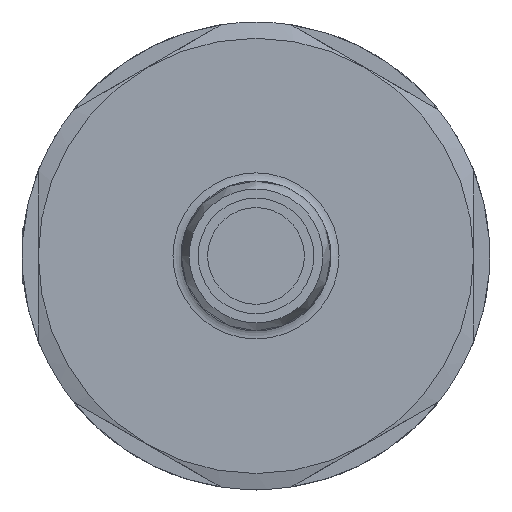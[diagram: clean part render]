
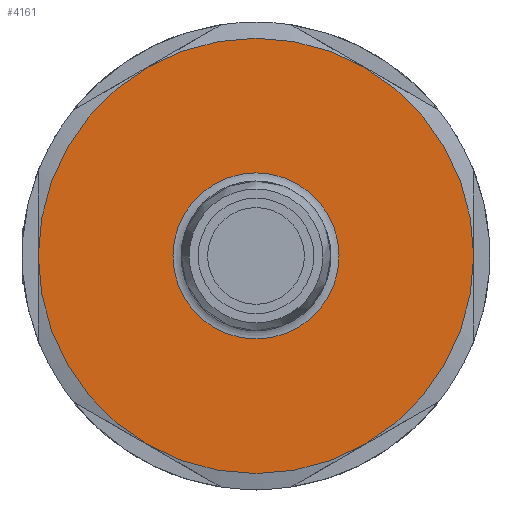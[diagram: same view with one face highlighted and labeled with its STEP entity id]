
A CAD part, left-side view. The second image highlights one B-rep face of the part: STEP entity #4161.
In plain terms, the highlighted planar face has unit normal (-1, 0, 0).
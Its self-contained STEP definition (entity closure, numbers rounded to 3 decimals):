
#171=PLANE('',#4736);
#223=FACE_BOUND('',#1343,.T.);
#1074=FACE_OUTER_BOUND('',#1342,.T.);
#1342=EDGE_LOOP('',(#3865,#3866,#3867,#3868,#3869,#3870));
#1343=EDGE_LOOP('',(#3871,#3872));
#1617=CIRCLE('',#4704,5.15);
#1618=CIRCLE('',#4705,5.15);
#1619=CIRCLE('',#4707,13.5);
#1633=CIRCLE('',#4723,13.5);
#1634=CIRCLE('',#4725,13.5);
#1635=CIRCLE('',#4727,13.5);
#1636=CIRCLE('',#4729,13.5);
#1637=CIRCLE('',#4731,13.5);
#2061=VERTEX_POINT('',#15664);
#2062=VERTEX_POINT('',#15666);
#2063=VERTEX_POINT('',#15670);
#2064=VERTEX_POINT('',#15671);
#2090=VERTEX_POINT('',#15732);
#2091=VERTEX_POINT('',#15736);
#2092=VERTEX_POINT('',#15742);
#2093=VERTEX_POINT('',#15762);
#2649=EDGE_CURVE('',#2061,#2062,#1617,.T.);
#2650=EDGE_CURVE('',#2062,#2061,#1618,.T.);
#2651=EDGE_CURVE('',#2063,#2064,#1619,.T.);
#2681=EDGE_CURVE('',#2091,#2090,#1633,.T.);
#2683=EDGE_CURVE('',#2090,#2092,#1634,.T.);
#2687=EDGE_CURVE('',#2064,#2091,#1635,.T.);
#2690=EDGE_CURVE('',#2093,#2063,#1636,.T.);
#2693=EDGE_CURVE('',#2092,#2093,#1637,.T.);
#3865=ORIENTED_EDGE('',*,*,#2693,.T.);
#3866=ORIENTED_EDGE('',*,*,#2690,.T.);
#3867=ORIENTED_EDGE('',*,*,#2651,.T.);
#3868=ORIENTED_EDGE('',*,*,#2687,.T.);
#3869=ORIENTED_EDGE('',*,*,#2681,.T.);
#3870=ORIENTED_EDGE('',*,*,#2683,.T.);
#3871=ORIENTED_EDGE('',*,*,#2650,.F.);
#3872=ORIENTED_EDGE('',*,*,#2649,.F.);
#4161=ADVANCED_FACE('',(#1074,#223),#171,.F.);
#4704=AXIS2_PLACEMENT_3D('',#15667,#5839,#5840);
#4705=AXIS2_PLACEMENT_3D('',#15668,#5841,#5842);
#4707=AXIS2_PLACEMENT_3D('',#15672,#5845,#5846);
#4723=AXIS2_PLACEMENT_3D('',#15737,#5890,#5891);
#4725=AXIS2_PLACEMENT_3D('',#15743,#5894,#5895);
#4727=AXIS2_PLACEMENT_3D('',#15754,#5898,#5899);
#4729=AXIS2_PLACEMENT_3D('',#15763,#5902,#5903);
#4731=AXIS2_PLACEMENT_3D('',#15771,#5906,#5907);
#4736=AXIS2_PLACEMENT_3D('',#15779,#5916,#5917);
#5839=DIRECTION('center_axis',(-1.,0.,0.));
#5840=DIRECTION('ref_axis',(0.,0.,-1.));
#5841=DIRECTION('center_axis',(-1.,0.,0.));
#5842=DIRECTION('ref_axis',(0.,0.,-1.));
#5845=DIRECTION('center_axis',(-1.,0.,0.));
#5846=DIRECTION('ref_axis',(0.,0.,-1.));
#5890=DIRECTION('center_axis',(-1.,0.,0.));
#5891=DIRECTION('ref_axis',(0.,0.,-1.));
#5894=DIRECTION('center_axis',(-1.,0.,0.));
#5895=DIRECTION('ref_axis',(0.,0.,-1.));
#5898=DIRECTION('center_axis',(-1.,0.,0.));
#5899=DIRECTION('ref_axis',(0.,0.,-1.));
#5902=DIRECTION('center_axis',(-1.,0.,0.));
#5903=DIRECTION('ref_axis',(0.,0.,-1.));
#5906=DIRECTION('center_axis',(-1.,0.,0.));
#5907=DIRECTION('ref_axis',(0.,0.,-1.));
#5916=DIRECTION('center_axis',(1.,0.,0.));
#5917=DIRECTION('ref_axis',(0.,0.,1.));
#15664=CARTESIAN_POINT('',(-7.003,0.,5.15));
#15666=CARTESIAN_POINT('',(-7.003,0.,-5.15));
#15667=CARTESIAN_POINT('Origin',(-7.003,0.,0.));
#15668=CARTESIAN_POINT('Origin',(-7.003,0.,0.));
#15670=CARTESIAN_POINT('',(-7.003,-6.75,11.691));
#15671=CARTESIAN_POINT('',(-7.003,6.75,11.691));
#15672=CARTESIAN_POINT('Origin',(-7.003,0.,0.));
#15732=CARTESIAN_POINT('',(-7.003,6.75,-11.691));
#15736=CARTESIAN_POINT('',(-7.003,13.5,0.));
#15737=CARTESIAN_POINT('Origin',(-7.003,0.,0.));
#15742=CARTESIAN_POINT('',(-7.003,-6.75,-11.691));
#15743=CARTESIAN_POINT('Origin',(-7.003,0.,0.));
#15754=CARTESIAN_POINT('Origin',(-7.003,0.,0.));
#15762=CARTESIAN_POINT('',(-7.003,-13.5,0.));
#15763=CARTESIAN_POINT('Origin',(-7.003,0.,0.));
#15771=CARTESIAN_POINT('Origin',(-7.003,0.,0.));
#15779=CARTESIAN_POINT('Origin',(-7.003,0.,0.));
